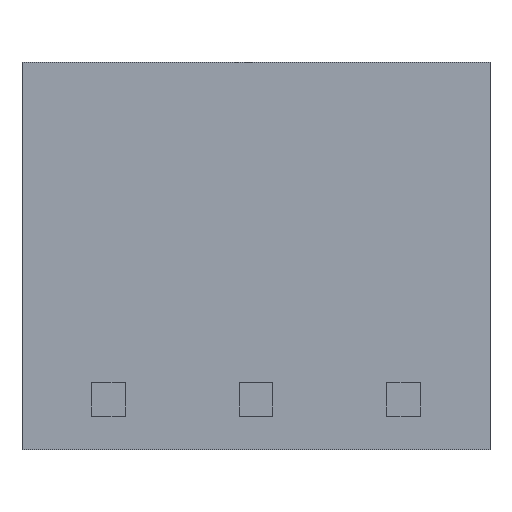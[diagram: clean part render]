
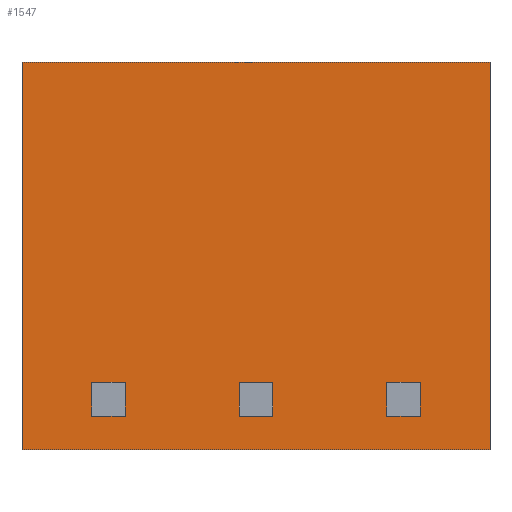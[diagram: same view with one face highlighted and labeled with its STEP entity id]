
A CAD part, front view. The second image highlights one B-rep face of the part: STEP entity #1547.
In plain terms, the highlighted planar face has unit normal (0, -1, 0).
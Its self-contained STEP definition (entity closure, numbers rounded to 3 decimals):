
#2=DIRECTION('',(-1.,0.,0.));
#3=VECTOR('',#2,11.1);
#4=CARTESIAN_POINT('',(5.55,-3.45,0.));
#5=LINE('',#4,#3);
#138=DIRECTION('',(0.,0.,1.));
#139=VECTOR('',#138,9.2);
#140=CARTESIAN_POINT('',(-5.55,-3.45,-9.2));
#141=LINE('',#140,#139);
#142=DIRECTION('',(0.,0.,-1.));
#143=VECTOR('',#142,0.8);
#144=CARTESIAN_POINT('',(-3.9,-3.45,-7.6));
#145=LINE('',#144,#143);
#146=DIRECTION('',(1.,0.,0.));
#147=VECTOR('',#146,0.8);
#148=CARTESIAN_POINT('',(-3.9,-3.45,-8.4));
#149=LINE('',#148,#147);
#150=DIRECTION('',(0.,0.,-1.));
#151=VECTOR('',#150,0.8);
#152=CARTESIAN_POINT('',(-3.1,-3.45,-7.6));
#153=LINE('',#152,#151);
#154=DIRECTION('',(1.,0.,0.));
#155=VECTOR('',#154,0.8);
#156=CARTESIAN_POINT('',(-3.9,-3.45,-7.6));
#157=LINE('',#156,#155);
#158=DIRECTION('',(0.,0.,-1.));
#159=VECTOR('',#158,0.8);
#160=CARTESIAN_POINT('',(-0.4,-3.45,-7.6));
#161=LINE('',#160,#159);
#162=DIRECTION('',(1.,0.,0.));
#163=VECTOR('',#162,0.8);
#164=CARTESIAN_POINT('',(-0.4,-3.45,-8.4));
#165=LINE('',#164,#163);
#166=DIRECTION('',(0.,0.,-1.));
#167=VECTOR('',#166,0.8);
#168=CARTESIAN_POINT('',(0.4,-3.45,-7.6));
#169=LINE('',#168,#167);
#170=DIRECTION('',(1.,0.,0.));
#171=VECTOR('',#170,0.8);
#172=CARTESIAN_POINT('',(-0.4,-3.45,-7.6));
#173=LINE('',#172,#171);
#174=DIRECTION('',(0.,0.,-1.));
#175=VECTOR('',#174,0.8);
#176=CARTESIAN_POINT('',(3.1,-3.45,-7.6));
#177=LINE('',#176,#175);
#178=DIRECTION('',(1.,0.,0.));
#179=VECTOR('',#178,0.8);
#180=CARTESIAN_POINT('',(3.1,-3.45,-8.4));
#181=LINE('',#180,#179);
#182=DIRECTION('',(0.,0.,-1.));
#183=VECTOR('',#182,0.8);
#184=CARTESIAN_POINT('',(3.9,-3.45,-7.6));
#185=LINE('',#184,#183);
#186=DIRECTION('',(1.,0.,0.));
#187=VECTOR('',#186,0.8);
#188=CARTESIAN_POINT('',(3.1,-3.45,-7.6));
#189=LINE('',#188,#187);
#195=DIRECTION('',(0.,0.,1.));
#196=VECTOR('',#195,9.2);
#197=CARTESIAN_POINT('',(5.55,-3.45,-9.2));
#198=LINE('',#197,#196);
#224=DIRECTION('',(-1.,0.,0.));
#225=VECTOR('',#224,11.1);
#226=CARTESIAN_POINT('',(5.55,-3.45,-9.2));
#227=LINE('',#226,#225);
#1057=CARTESIAN_POINT('',(-5.55,-3.45,0.));
#1059=VERTEX_POINT('',#1057);
#1063=CARTESIAN_POINT('',(5.55,-3.45,0.));
#1064=VERTEX_POINT('',#1063);
#1065=CARTESIAN_POINT('',(5.55,-3.45,-9.2));
#1066=CARTESIAN_POINT('',(-5.55,-3.45,-9.2));
#1067=VERTEX_POINT('',#1065);
#1068=VERTEX_POINT('',#1066);
#1173=CARTESIAN_POINT('',(-3.9,-3.45,-7.6));
#1174=CARTESIAN_POINT('',(-3.9,-3.45,-8.4));
#1175=VERTEX_POINT('',#1173);
#1176=VERTEX_POINT('',#1174);
#1177=CARTESIAN_POINT('',(-3.1,-3.45,-7.6));
#1178=CARTESIAN_POINT('',(-3.1,-3.45,-8.4));
#1179=VERTEX_POINT('',#1177);
#1180=VERTEX_POINT('',#1178);
#1247=CARTESIAN_POINT('',(-0.4,-3.45,-7.6));
#1248=VERTEX_POINT('',#1247);
#1249=CARTESIAN_POINT('',(-0.4,-3.45,-8.4));
#1250=VERTEX_POINT('',#1249);
#1255=CARTESIAN_POINT('',(0.4,-3.45,-7.6));
#1256=VERTEX_POINT('',#1255);
#1257=CARTESIAN_POINT('',(0.4,-3.45,-8.4));
#1258=VERTEX_POINT('',#1257);
#1317=CARTESIAN_POINT('',(3.1,-3.45,-7.6));
#1318=VERTEX_POINT('',#1317);
#1319=CARTESIAN_POINT('',(3.1,-3.45,-8.4));
#1320=VERTEX_POINT('',#1319);
#1325=CARTESIAN_POINT('',(3.9,-3.45,-7.6));
#1326=VERTEX_POINT('',#1325);
#1327=CARTESIAN_POINT('',(3.9,-3.45,-8.4));
#1328=VERTEX_POINT('',#1327);
#1503=CARTESIAN_POINT('',(-5.55,-3.45,0.));
#1504=DIRECTION('',(0.,-1.,0.));
#1505=DIRECTION('',(1.,0.,0.));
#1506=AXIS2_PLACEMENT_3D('',#1503,#1504,#1505);
#1507=PLANE('',#1506);
#1508=ORIENTED_EDGE('',*,*,#1402,.F.);
#1510=ORIENTED_EDGE('',*,*,#1509,.F.);
#1512=ORIENTED_EDGE('',*,*,#1511,.T.);
#1514=ORIENTED_EDGE('',*,*,#1513,.T.);
#1515=EDGE_LOOP('',(#1508,#1510,#1512,#1514));
#1516=FACE_OUTER_BOUND('',#1515,.F.);
#1518=ORIENTED_EDGE('',*,*,#1517,.T.);
#1520=ORIENTED_EDGE('',*,*,#1519,.T.);
#1522=ORIENTED_EDGE('',*,*,#1521,.F.);
#1524=ORIENTED_EDGE('',*,*,#1523,.F.);
#1525=EDGE_LOOP('',(#1518,#1520,#1522,#1524));
#1526=FACE_BOUND('',#1525,.F.);
#1528=ORIENTED_EDGE('',*,*,#1527,.T.);
#1530=ORIENTED_EDGE('',*,*,#1529,.T.);
#1532=ORIENTED_EDGE('',*,*,#1531,.F.);
#1534=ORIENTED_EDGE('',*,*,#1533,.F.);
#1535=EDGE_LOOP('',(#1528,#1530,#1532,#1534));
#1536=FACE_BOUND('',#1535,.F.);
#1538=ORIENTED_EDGE('',*,*,#1537,.T.);
#1540=ORIENTED_EDGE('',*,*,#1539,.T.);
#1542=ORIENTED_EDGE('',*,*,#1541,.F.);
#1544=ORIENTED_EDGE('',*,*,#1543,.F.);
#1545=EDGE_LOOP('',(#1538,#1540,#1542,#1544));
#1546=FACE_BOUND('',#1545,.F.);
#1402=EDGE_CURVE('',#1064,#1059,#5,.T.);
#1509=EDGE_CURVE('',#1067,#1064,#198,.T.);
#1511=EDGE_CURVE('',#1067,#1068,#227,.T.);
#1513=EDGE_CURVE('',#1068,#1059,#141,.T.);
#1517=EDGE_CURVE('',#1175,#1176,#145,.T.);
#1519=EDGE_CURVE('',#1176,#1180,#149,.T.);
#1521=EDGE_CURVE('',#1179,#1180,#153,.T.);
#1523=EDGE_CURVE('',#1175,#1179,#157,.T.);
#1527=EDGE_CURVE('',#1248,#1250,#161,.T.);
#1529=EDGE_CURVE('',#1250,#1258,#165,.T.);
#1531=EDGE_CURVE('',#1256,#1258,#169,.T.);
#1533=EDGE_CURVE('',#1248,#1256,#173,.T.);
#1537=EDGE_CURVE('',#1318,#1320,#177,.T.);
#1539=EDGE_CURVE('',#1320,#1328,#181,.T.);
#1541=EDGE_CURVE('',#1326,#1328,#185,.T.);
#1543=EDGE_CURVE('',#1318,#1326,#189,.T.);
#1547=ADVANCED_FACE('',(#1516,#1526,#1536,#1546),#1507,.T.);
